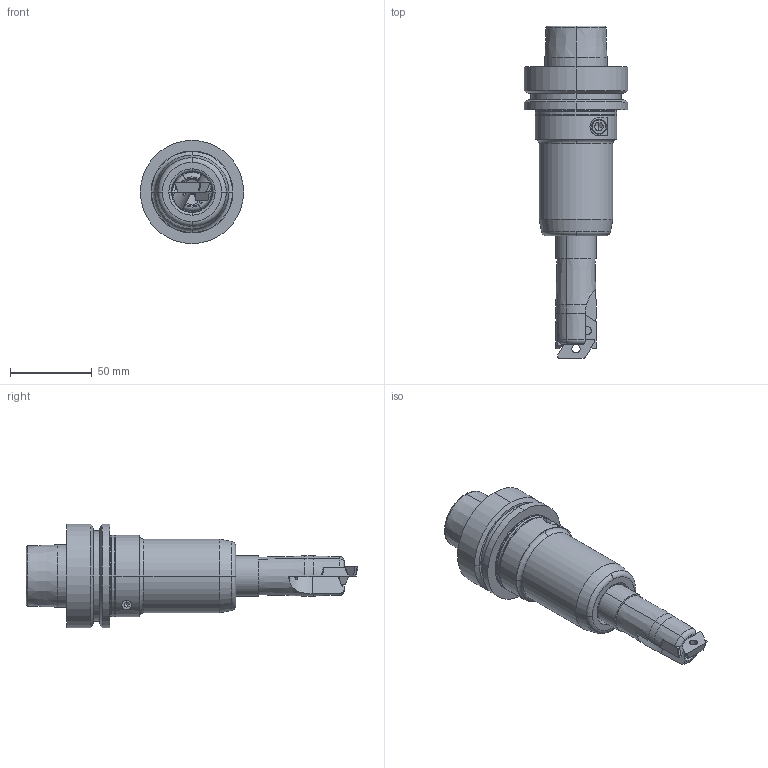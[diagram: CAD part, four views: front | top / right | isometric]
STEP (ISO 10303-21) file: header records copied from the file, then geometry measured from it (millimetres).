
FILE_DESCRIPTION(('HOOPS Exchange Step'),'2;1');
FILE_NAME('export-30000BBC-29E6-4CFE-B735-516A90EB7A76.stp','2024-08-14T08:58:27+02:00',('Engineering'),('Alibre'),'HOOPS Exchange 2023.0','Alibre','Unknown authorisation');
FILE_SCHEMA( ('AP242_MANAGED_MODEL_BASED_3D_ENGINEERING_MIM_LF {1 0 10303 442 1 1 4 }') );
Length unit declared in the file: millimetre
Products named in the file (4): 6924 Ø25 Z=2 L=125 CL=55 Ap=16 Shoulder Milling ALU-Cutter (TE90XEV 225-25-16); 3502 ETP HYDRO-GRIP G2-25 HSK63F; XEVT 160504R-AL; 6924 Demo Tool Assembly
Assembly tree (4 placements, depth 2):
  6924 Demo Tool Assembly
    6924 Ø25 Z=2 L=125 CL=55 Ap=16 Shoulder Milling ALU-Cutter (TE90XEV 225-25-16)
    3502 ETP HYDRO-GRIP G2-25 HSK63F
    XEVT 160504R-AL  x2
Bounding box: 63 x 202.6 x 63 mm (x, y, z)
Volume: 231711.5 mm3; surface area: 49085.5 mm2
Topology: 5 solids, 5 shells, 248 faces, 613 edges, 380 vertices
Faces by surface type: plane 73, torus 58, cylinder 53, cone 46, bspline 18
Entity records: 7460 total; most frequent: CARTESIAN_POINT 1985, DIRECTION 1125, ORIENTED_EDGE 1070, EDGE_CURVE 535, AXIS2_PLACEMENT_3D 472, VERTEX_POINT 332, CIRCLE 253, EDGE_LOOP 239
